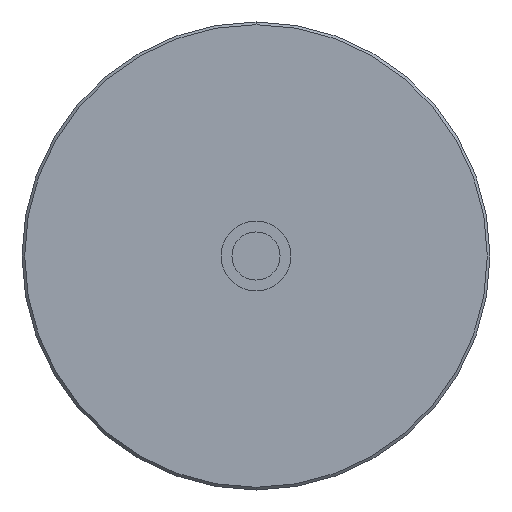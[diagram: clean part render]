
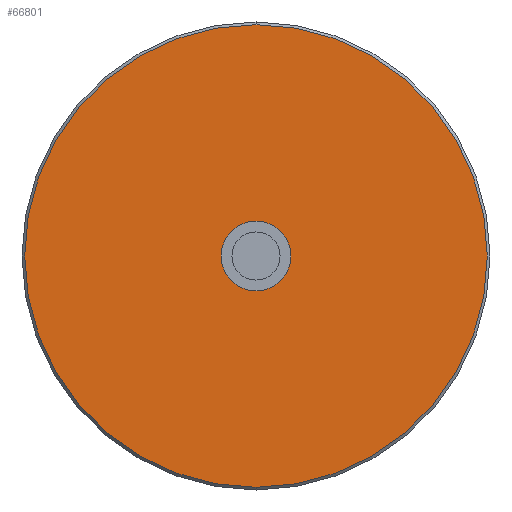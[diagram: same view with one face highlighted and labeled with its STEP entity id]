
A CAD part, left-side view. The second image highlights one B-rep face of the part: STEP entity #66801.
In plain terms, the highlighted planar face has unit normal (-1, 0, 0).
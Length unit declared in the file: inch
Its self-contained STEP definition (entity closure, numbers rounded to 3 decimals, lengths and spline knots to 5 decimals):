
#93 = DIRECTION ( 'NONE',  ( -1., 0., 0. ) ) ;
#3081 = AXIS2_PLACEMENT_3D ( 'NONE', #8825, #81468, #13988 ) ;
#5202 = CIRCLE ( 'NONE', #14337, 0.0645 ) ;
#6470 = VERTEX_POINT ( 'NONE', #8943 ) ;
#6645 = DIRECTION ( 'NONE',  ( 0., 0., -1. ) ) ;
#8825 = CARTESIAN_POINT ( 'NONE',  ( 0.512, 0., 0. ) ) ;
#8943 = CARTESIAN_POINT ( 'NONE',  ( 0.512, 0., -0.0645 ) ) ;
#12383 = CARTESIAN_POINT ( 'NONE',  ( 0.512, 0.30996, 0. ) ) ;
#13988 = DIRECTION ( 'NONE',  ( 0., 0., 1. ) ) ;
#14164 = CARTESIAN_POINT ( 'NONE',  ( 0.512, 0., 0.428 ) ) ;
#14337 = AXIS2_PLACEMENT_3D ( 'NONE', #58388, #44195, #58685 ) ;
#14410 = CARTESIAN_POINT ( 'NONE',  ( 0.512, 0., 0. ) ) ;
#16634 = VERTEX_POINT ( 'NONE', #35111 ) ;
#19178 = DIRECTION ( 'NONE',  ( 0., 0., -1. ) ) ;
#24201 = FACE_BOUND ( 'NONE', #62314, .T. ) ;
#25204 = AXIS2_PLACEMENT_3D ( 'NONE', #27022, #93, #6645 ) ;
#27022 = CARTESIAN_POINT ( 'NONE',  ( 0.512, 0., 0. ) ) ;
#28385 = FACE_OUTER_BOUND ( 'NONE', #70344, .T. ) ;
#30267 = AXIS2_PLACEMENT_3D ( 'NONE', #12383, #86965, #19178 ) ;
#30916 = EDGE_CURVE ( 'NONE', #16634, #45048, #63682, .T. ) ;
#33943 = CIRCLE ( 'NONE', #38090, 0.428 ) ;
#34540 = DIRECTION ( 'NONE',  ( 0., 0., -1. ) ) ;
#35111 = CARTESIAN_POINT ( 'NONE',  ( 0.512, 0., -0.428 ) ) ;
#38090 = AXIS2_PLACEMENT_3D ( 'NONE', #14410, #42225, #34540 ) ;
#42225 = DIRECTION ( 'NONE',  ( -1., 0., 0. ) ) ;
#44195 = DIRECTION ( 'NONE',  ( -1., 0., 0. ) ) ;
#45048 = VERTEX_POINT ( 'NONE', #14164 ) ;
#46410 = PLANE ( 'NONE',  #30267 ) ;
#54258 = EDGE_CURVE ( 'NONE', #45048, #16634, #33943, .T. ) ;
#58388 = CARTESIAN_POINT ( 'NONE',  ( 0.512, 0., 0. ) ) ;
#58685 = DIRECTION ( 'NONE',  ( 0., 0., 1. ) ) ;
#59010 = ORIENTED_EDGE ( 'NONE', *, *, #66720, .F. ) ;
#62314 = EDGE_LOOP ( 'NONE', ( #82335, #59010 ) ) ;
#63313 = EDGE_CURVE ( 'NONE', #6470, #65335, #5202, .T. ) ;
#63682 = CIRCLE ( 'NONE', #25204, 0.428 ) ;
#64731 = ORIENTED_EDGE ( 'NONE', *, *, #54258, .T. ) ;
#65335 = VERTEX_POINT ( 'NONE', #73025 ) ;
#66581 = CIRCLE ( 'NONE', #3081, 0.0645 ) ;
#66720 = EDGE_CURVE ( 'NONE', #65335, #6470, #66581, .T. ) ;
#66801 = ADVANCED_FACE ( 'NONE', ( #24201, #28385 ), #46410, .F. ) ;
#70344 = EDGE_LOOP ( 'NONE', ( #74790, #64731 ) ) ;
#73025 = CARTESIAN_POINT ( 'NONE',  ( 0.512, 0., 0.0645 ) ) ;
#74790 = ORIENTED_EDGE ( 'NONE', *, *, #30916, .T. ) ;
#81468 = DIRECTION ( 'NONE',  ( -1., 0., 0. ) ) ;
#82335 = ORIENTED_EDGE ( 'NONE', *, *, #63313, .F. ) ;
#86965 = DIRECTION ( 'NONE',  ( 1., 0., 0. ) ) ;
